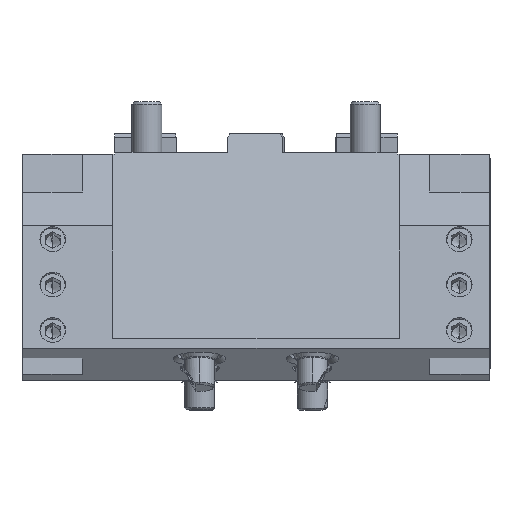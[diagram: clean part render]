
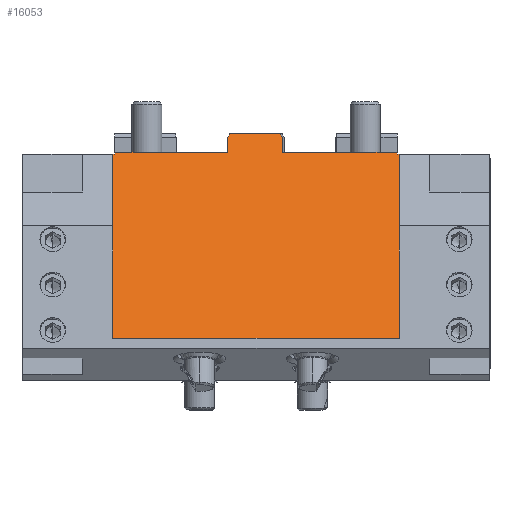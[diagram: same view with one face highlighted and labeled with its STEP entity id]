
A CAD part, front view. The second image highlights one B-rep face of the part: STEP entity #16053.
In plain terms, the highlighted planar face has unit normal (0, -0.883, 0.469).
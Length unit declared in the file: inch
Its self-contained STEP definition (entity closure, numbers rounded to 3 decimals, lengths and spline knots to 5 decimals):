
#28 = VERTEX_POINT ( 'NONE', #4360 ) ;
#149 = EDGE_CURVE ( 'NONE', #22516, #25609, #10894, .T. ) ;
#224 = VECTOR ( 'NONE', #29905, 39.37008 ) ;
#684 = CARTESIAN_POINT ( 'NONE',  ( 1.49606, -1.7211, -0.01969 ) ) ;
#821 = VECTOR ( 'NONE', #19656, 39.37008 ) ;
#864 = EDGE_CURVE ( 'NONE', #7695, #31880, #19944, .T. ) ;
#990 = LINE ( 'NONE', #21750, #224 ) ;
#1328 = VECTOR ( 'NONE', #1500, 39.37008 ) ;
#1500 = DIRECTION ( 'NONE',  ( 1., 0., 0. ) ) ;
#2114 = CARTESIAN_POINT ( 'NONE',  ( 2.44094, -1.7211, -0.01969 ) ) ;
#2269 = CARTESIAN_POINT ( 'NONE',  ( -0.29508, -1.6269, 0.15748 ) ) ;
#2603 = CARTESIAN_POINT ( 'NONE',  ( 0.25286, -1.60596, 0.19685 ) ) ;
#2733 = EDGE_CURVE ( 'NONE', #3160, #29069, #990, .T. ) ;
#3160 = VERTEX_POINT ( 'NONE', #29871 ) ;
#3282 = ORIENTED_EDGE ( 'NONE', *, *, #29774, .F. ) ;
#3560 = DIRECTION ( 'NONE',  ( 1., 0., 0. ) ) ;
#3680 = VERTEX_POINT ( 'NONE', #31053 ) ;
#3700 = VECTOR ( 'NONE', #29965, 39.37008 ) ;
#3905 = CARTESIAN_POINT ( 'NONE',  ( -0.29508, -1.71063, 0. ) ) ;
#4360 = CARTESIAN_POINT ( 'NONE',  ( -1.47638, -1.7211, -0.01969 ) ) ;
#4829 = ORIENTED_EDGE ( 'NONE', *, *, #10018, .F. ) ;
#4920 = CARTESIAN_POINT ( 'NONE',  ( 0.27559, -1.71063, 0. ) ) ;
#6108 = ORIENTED_EDGE ( 'NONE', *, *, #12790, .T. ) ;
#6394 = ORIENTED_EDGE ( 'NONE', *, *, #27536, .T. ) ;
#7091 = DIRECTION ( 'NONE',  ( -1., 0., 0. ) ) ;
#7154 = CARTESIAN_POINT ( 'NONE',  ( -1.47638, -1.71063, 0. ) ) ;
#7695 = VERTEX_POINT ( 'NONE', #7154 ) ;
#7762 = CARTESIAN_POINT ( 'NONE',  ( -1.47638, -1.71063, 0. ) ) ;
#8231 = CARTESIAN_POINT ( 'NONE',  ( 1.49606, -1.71063, 0. ) ) ;
#8296 = DIRECTION ( 'NONE',  ( 1., 0., 0. ) ) ;
#8656 = EDGE_CURVE ( 'NONE', #14241, #14524, #24990, .T. ) ;
#8773 = VECTOR ( 'NONE', #3560, 39.37008 ) ;
#8948 = CARTESIAN_POINT ( 'NONE',  ( -0.29508, -1.71063, 0. ) ) ;
#8956 = CARTESIAN_POINT ( 'NONE',  ( 1.49606, -1.71063, 0. ) ) ;
#8966 = CARTESIAN_POINT ( 'NONE',  ( 1.49606, -2.74454, -1.9445 ) ) ;
#9682 = LINE ( 'NONE', #28676, #17897 ) ;
#9871 = CARTESIAN_POINT ( 'NONE',  ( 1.49606, -1.7211, -0.01969 ) ) ;
#10018 = EDGE_CURVE ( 'NONE', #25609, #3160, #26917, .T. ) ;
#10547 = DIRECTION ( 'NONE',  ( 1., 0., 0. ) ) ;
#10702 = DIRECTION ( 'NONE',  ( 0., 0.883, -0.469 ) ) ;
#10894 = LINE ( 'NONE', #29707, #30150 ) ;
#11050 = EDGE_CURVE ( 'NONE', #7695, #28, #27091, .T. ) ;
#11071 = ORIENTED_EDGE ( 'NONE', *, *, #8656, .F. ) ;
#11233 = ORIENTED_EDGE ( 'NONE', *, *, #23678, .T. ) ;
#11640 = EDGE_CURVE ( 'NONE', #29069, #33456, #9682, .T. ) ;
#11811 = ORIENTED_EDGE ( 'NONE', *, *, #11640, .F. ) ;
#12419 = ORIENTED_EDGE ( 'NONE', *, *, #28741, .F. ) ;
#12790 = EDGE_CURVE ( 'NONE', #14241, #16169, #17728, .T. ) ;
#13073 = ORIENTED_EDGE ( 'NONE', *, *, #32891, .F. ) ;
#13372 = PLANE ( 'NONE',  #19279 ) ;
#14200 = DIRECTION ( 'NONE',  ( 0., 0.469, 0.883 ) ) ;
#14241 = VERTEX_POINT ( 'NONE', #9871 ) ;
#14370 = VECTOR ( 'NONE', #19870, 39.37008 ) ;
#14376 = ORIENTED_EDGE ( 'NONE', *, *, #864, .F. ) ;
#14524 = VERTEX_POINT ( 'NONE', #8966 ) ;
#14592 = ORIENTED_EDGE ( 'NONE', *, *, #32956, .F. ) ;
#14627 = CARTESIAN_POINT ( 'NONE',  ( -1.49606, -2.74454, -1.9445 ) ) ;
#15716 = VERTEX_POINT ( 'NONE', #14627 ) ;
#16039 = FACE_OUTER_BOUND ( 'NONE', #25414, .T. ) ;
#16053 = ADVANCED_FACE ( 'NONE', ( #16039 ), #13372, .F. ) ;
#16085 = DIRECTION ( 'NONE',  ( 0.454, -0.418, -0.787 ) ) ;
#16169 = VERTEX_POINT ( 'NONE', #24899 ) ;
#16426 = CARTESIAN_POINT ( 'NONE',  ( 1.47638, -1.71063, 0. ) ) ;
#16971 = CARTESIAN_POINT ( 'NONE',  ( -0.27235, -1.60596, 0.19685 ) ) ;
#17728 = LINE ( 'NONE', #2114, #20779 ) ;
#17897 = VECTOR ( 'NONE', #33471, 39.37008 ) ;
#19151 = LINE ( 'NONE', #21116, #3700 ) ;
#19279 = AXIS2_PLACEMENT_3D ( 'NONE', #8231, #10702, #21701 ) ;
#19656 = DIRECTION ( 'NONE',  ( 0., -0.469, -0.883 ) ) ;
#19706 = LINE ( 'NONE', #3905, #33690 ) ;
#19870 = DIRECTION ( 'NONE',  ( 0.454, 0.418, 0.787 ) ) ;
#19944 = LINE ( 'NONE', #8956, #1328 ) ;
#20779 = VECTOR ( 'NONE', #7091, 39.37008 ) ;
#20899 = LINE ( 'NONE', #29071, #30725 ) ;
#21116 = CARTESIAN_POINT ( 'NONE',  ( 1.47638, -1.71063, 0. ) ) ;
#21202 = CARTESIAN_POINT ( 'NONE',  ( 0.25286, -1.60596, 0.19685 ) ) ;
#21701 = DIRECTION ( 'NONE',  ( 0., 0.469, 0.883 ) ) ;
#21750 = CARTESIAN_POINT ( 'NONE',  ( 0.27559, -1.71063, 0. ) ) ;
#21952 = LINE ( 'NONE', #35053, #22349 ) ;
#22349 = VECTOR ( 'NONE', #8296, 39.37008 ) ;
#22421 = VECTOR ( 'NONE', #35036, 39.37008 ) ;
#22516 = VERTEX_POINT ( 'NONE', #16971 ) ;
#22553 = CARTESIAN_POINT ( 'NONE',  ( 1.49606, -1.7211, -0.01969 ) ) ;
#23584 = VECTOR ( 'NONE', #16085, 39.37008 ) ;
#23678 = EDGE_CURVE ( 'NONE', #15716, #14524, #21952, .T. ) ;
#23682 = ORIENTED_EDGE ( 'NONE', *, *, #149, .F. ) ;
#24284 = DIRECTION ( 'NONE',  ( 0., -0.469, -0.883 ) ) ;
#24899 = CARTESIAN_POINT ( 'NONE',  ( 1.47638, -1.7211, -0.01969 ) ) ;
#24990 = LINE ( 'NONE', #684, #821 ) ;
#25414 = EDGE_LOOP ( 'NONE', ( #12419, #14592, #14376, #30354, #13073, #6394, #11233, #11071, #6108, #3282, #11811, #27966, #4829, #23682 ) ) ;
#25609 = VERTEX_POINT ( 'NONE', #21202 ) ;
#26917 = LINE ( 'NONE', #2603, #23584 ) ;
#27091 = LINE ( 'NONE', #7762, #22421 ) ;
#27345 = LINE ( 'NONE', #22553, #8773 ) ;
#27536 = EDGE_CURVE ( 'NONE', #3680, #15716, #20899, .T. ) ;
#27966 = ORIENTED_EDGE ( 'NONE', *, *, #2733, .F. ) ;
#28676 = CARTESIAN_POINT ( 'NONE',  ( 1.49606, -1.71063, 0. ) ) ;
#28741 = EDGE_CURVE ( 'NONE', #31352, #22516, #33179, .T. ) ;
#29069 = VERTEX_POINT ( 'NONE', #4920 ) ;
#29071 = CARTESIAN_POINT ( 'NONE',  ( -1.49606, -1.7211, -0.01969 ) ) ;
#29707 = CARTESIAN_POINT ( 'NONE',  ( 1.49606, -1.60596, 0.19685 ) ) ;
#29774 = EDGE_CURVE ( 'NONE', #33456, #16169, #19151, .T. ) ;
#29871 = CARTESIAN_POINT ( 'NONE',  ( 0.27559, -1.6269, 0.15748 ) ) ;
#29905 = DIRECTION ( 'NONE',  ( 0., -0.469, -0.883 ) ) ;
#29965 = DIRECTION ( 'NONE',  ( 0., -0.469, -0.883 ) ) ;
#30150 = VECTOR ( 'NONE', #10547, 39.37008 ) ;
#30354 = ORIENTED_EDGE ( 'NONE', *, *, #11050, .T. ) ;
#30725 = VECTOR ( 'NONE', #24284, 39.37008 ) ;
#30876 = CARTESIAN_POINT ( 'NONE',  ( -0.29508, -1.6269, 0.15748 ) ) ;
#31053 = CARTESIAN_POINT ( 'NONE',  ( -1.49606, -1.7211, -0.01969 ) ) ;
#31352 = VERTEX_POINT ( 'NONE', #2269 ) ;
#31880 = VERTEX_POINT ( 'NONE', #8948 ) ;
#32891 = EDGE_CURVE ( 'NONE', #3680, #28, #27345, .T. ) ;
#32956 = EDGE_CURVE ( 'NONE', #31880, #31352, #19706, .T. ) ;
#33179 = LINE ( 'NONE', #30876, #14370 ) ;
#33456 = VERTEX_POINT ( 'NONE', #16426 ) ;
#33471 = DIRECTION ( 'NONE',  ( 1., 0., 0. ) ) ;
#33690 = VECTOR ( 'NONE', #14200, 39.37008 ) ;
#35036 = DIRECTION ( 'NONE',  ( 0., -0.469, -0.883 ) ) ;
#35053 = CARTESIAN_POINT ( 'NONE',  ( 3.66142, -2.74454, -1.9445 ) ) ;
